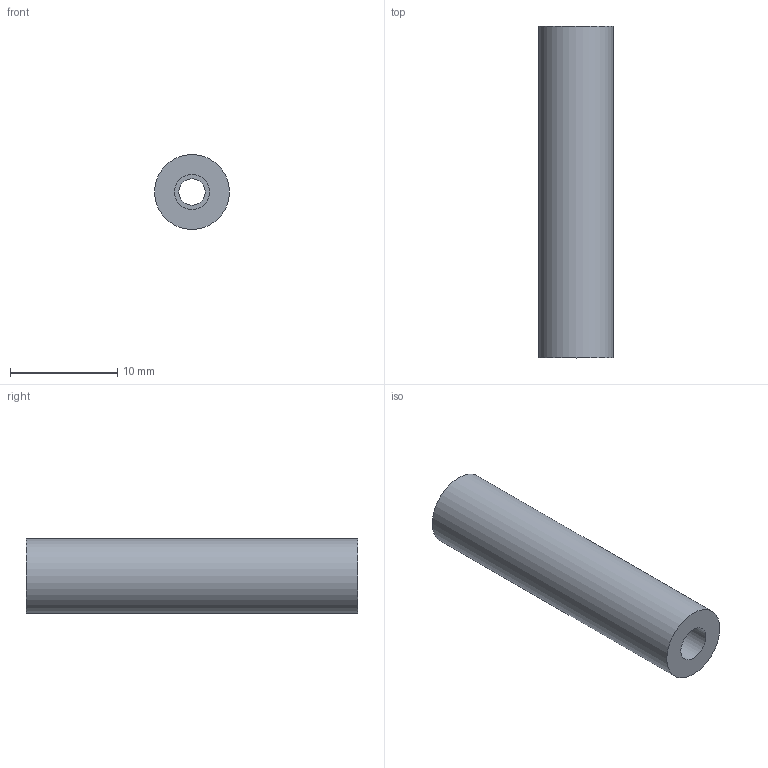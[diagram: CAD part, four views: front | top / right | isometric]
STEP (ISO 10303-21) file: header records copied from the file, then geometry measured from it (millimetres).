
FILE_DESCRIPTION(/* description */ (''),/* implementation_level */ '2;1');
FILE_NAME(/* name */ 'Brow Stalk v1.step',/* time_stamp */ '2021-04-16T21:16:54+01:00',/* author */ (''),/* organization */ (''),/* preprocessor_version */ 'ST-DEVELOPER v18.1',/* originating_system */ 'Autodesk Translation Framework v10.6.0.1341',/* authorisation */ '');
FILE_SCHEMA (('AUTOMOTIVE_DESIGN { 1 0 10303 214 3 1 1 }'));
Length unit declared in the file: millimetre
Products named in the file (2): Brow Stalk; Brow Stalk 
Assembly tree (1 placements, depth 2):
  Brow Stalk
    Brow Stalk 
Bounding box: 7 x 31 x 7 mm (x, y, z)
Volume: 954.7 mm3; surface area: 1040.7 mm2
Topology: 1 solids, 1 shells, 47 faces, 129 edges, 86 vertices
Faces by surface type: cylinder 43, plane 4
Full cylindrical faces by diameter (mm): 2.459 x1, 3.3 x1, 7 x1
Entity records: 1613 total; most frequent: DIRECTION 315, CARTESIAN_POINT 265, ORIENTED_EDGE 258, AXIS2_PLACEMENT_3D 136, EDGE_CURVE 129, CIRCLE 86, VERTEX_POINT 86, EDGE_LOOP 51
